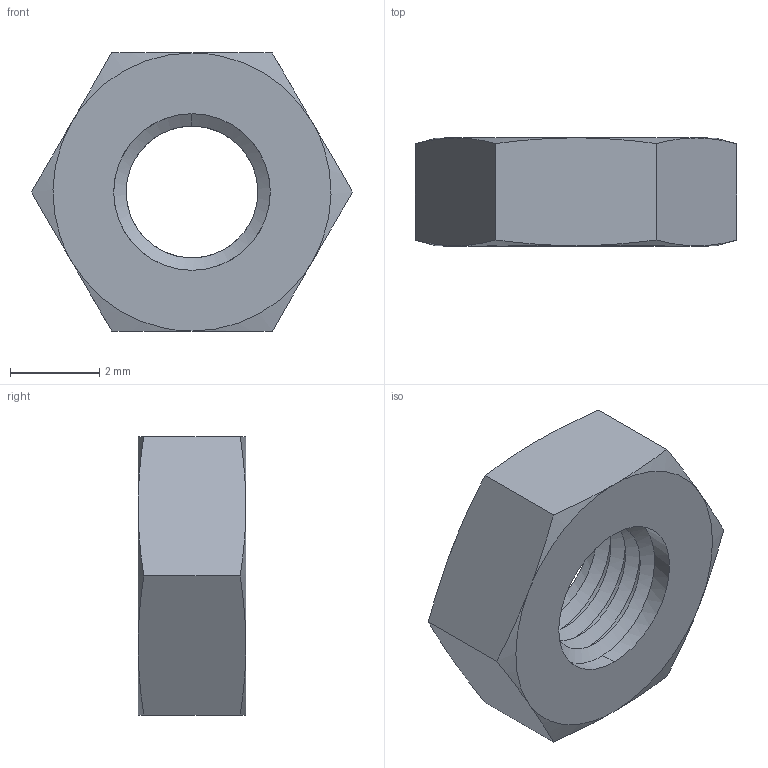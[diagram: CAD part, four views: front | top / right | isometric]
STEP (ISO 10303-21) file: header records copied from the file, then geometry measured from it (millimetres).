
FILE_DESCRIPTION (( 'STEP AP214' ), '1' );
FILE_NAME ('4701.STEP', '2008-01-14T20:14:59', ( 'Richard Maletta' ), ( '' ), 'SwSTEP 2.0', 'SolidWorks 2008', '' );
FILE_SCHEMA (( 'AUTOMOTIVE_DESIGN' ));
Length unit declared in the file: inch
Products named in the file (1): 4701
Bounding box: 7.19 x 2.41 x 6.22 mm (x, y, z)
Volume: 59.5 mm3; surface area: 136 mm2
Topology: 1 solids, 1 shells, 34 faces, 80 edges, 48 vertices
Faces by surface type: cone 12, cylinder 10, plane 10, bspline 2
Entity records: 1322 total; most frequent: CARTESIAN_POINT 627, ORIENTED_EDGE 160, DIRECTION 109, EDGE_CURVE 80, VERTEX_POINT 48, AXIS2_PLACEMENT_3D 43, EDGE_LOOP 36, ADVANCED_FACE 34
